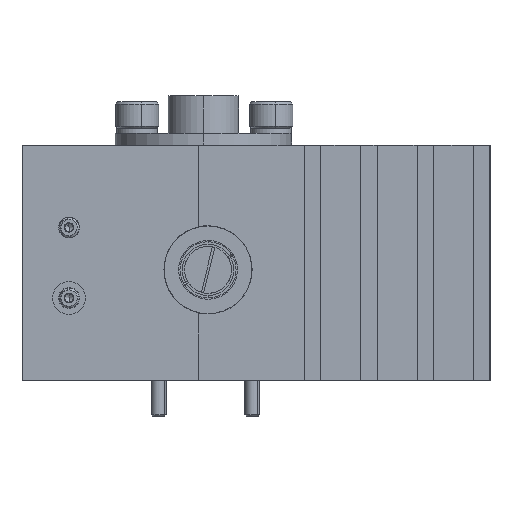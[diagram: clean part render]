
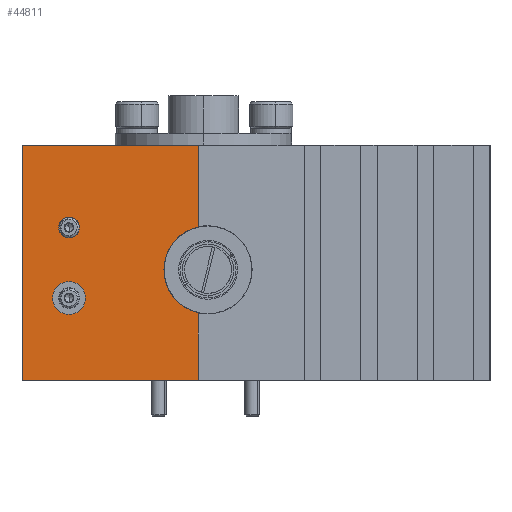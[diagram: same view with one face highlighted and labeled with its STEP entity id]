
A CAD part, left-side view. The second image highlights one B-rep face of the part: STEP entity #44811.
In plain terms, the highlighted planar face has unit normal (-1, 0, 0).
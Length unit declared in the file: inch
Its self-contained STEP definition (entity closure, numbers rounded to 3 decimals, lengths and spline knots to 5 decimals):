
#51 = CARTESIAN_POINT ( 'NONE',  ( -0.5, 0.55, -0.22 ) ) ;
#106 = DIRECTION ( 'NONE',  ( 1., 0., 0. ) ) ;
#217 = AXIS2_PLACEMENT_3D ( 'NONE', #639, #40896, #31195 ) ;
#639 = CARTESIAN_POINT ( 'NONE',  ( -0.5, -0.041, -0.03 ) ) ;
#1137 = EDGE_LOOP ( 'NONE', ( #49505, #18385 ) ) ;
#1299 = VECTOR ( 'NONE', #31300, 39.37008 ) ;
#1886 = DIRECTION ( 'NONE',  ( 0., 0., 1. ) ) ;
#1890 = DIRECTION ( 'NONE',  ( -1., 0., 0. ) ) ;
#3088 = CARTESIAN_POINT ( 'NONE',  ( -0.5, 0.75, -0.5 ) ) ;
#3344 = CARTESIAN_POINT ( 'NONE',  ( -0.5, 0.55, 0.1945 ) ) ;
#3705 = FACE_BOUND ( 'NONE', #1137, .T. ) ;
#4649 = CARTESIAN_POINT ( 'NONE',  ( -0.5, 0., 0.15296 ) ) ;
#4664 = CARTESIAN_POINT ( 'NONE',  ( -0.5, 0.55, -0.15 ) ) ;
#4903 = CARTESIAN_POINT ( 'NONE',  ( -0.5, 0.55, 0.15 ) ) ;
#5220 = CARTESIAN_POINT ( 'NONE',  ( -0.5, 0., 0.5 ) ) ;
#5263 = CIRCLE ( 'NONE', #6228, 0.0445 ) ;
#5738 = VERTEX_POINT ( 'NONE', #28526 ) ;
#6228 = AXIS2_PLACEMENT_3D ( 'NONE', #4903, #50166, #1886 ) ;
#6960 = CARTESIAN_POINT ( 'NONE',  ( -0.5, 0.55, 0.15 ) ) ;
#7102 = EDGE_CURVE ( 'NONE', #21645, #15778, #5263, .T. ) ;
#7185 = ORIENTED_EDGE ( 'NONE', *, *, #7102, .F. ) ;
#7823 = AXIS2_PLACEMENT_3D ( 'NONE', #44870, #106, #27146 ) ;
#8393 = EDGE_CURVE ( 'NONE', #36109, #16967, #15258, .T. ) ;
#8656 = CIRCLE ( 'NONE', #53017, 0.07 ) ;
#8667 = AXIS2_PLACEMENT_3D ( 'NONE', #43314, #24106, #10450 ) ;
#10450 = DIRECTION ( 'NONE',  ( 0., 0., -1. ) ) ;
#11785 = VECTOR ( 'NONE', #41225, 39.37008 ) ;
#12916 = CARTESIAN_POINT ( 'NONE',  ( -0.5, 0.55, -0.08 ) ) ;
#13873 = CARTESIAN_POINT ( 'NONE',  ( -0.5, 0.55, 0.1055 ) ) ;
#14602 = CARTESIAN_POINT ( 'NONE',  ( -0.5, 0.75, -0.5 ) ) ;
#15258 = LINE ( 'NONE', #46949, #32346 ) ;
#15269 = DIRECTION ( 'NONE',  ( 0., 0., -1. ) ) ;
#15778 = VERTEX_POINT ( 'NONE', #13873 ) ;
#16967 = VERTEX_POINT ( 'NONE', #29659 ) ;
#17435 = VERTEX_POINT ( 'NONE', #47029 ) ;
#18050 = ORIENTED_EDGE ( 'NONE', *, *, #52164, .T. ) ;
#18385 = ORIENTED_EDGE ( 'NONE', *, *, #20086, .T. ) ;
#19551 = ORIENTED_EDGE ( 'NONE', *, *, #8393, .F. ) ;
#20086 = EDGE_CURVE ( 'NONE', #54771, #57903, #8656, .T. ) ;
#20308 = DIRECTION ( 'NONE',  ( 0., 0., 1. ) ) ;
#21645 = VERTEX_POINT ( 'NONE', #3344 ) ;
#21788 = FACE_OUTER_BOUND ( 'NONE', #50955, .T. ) ;
#22486 = EDGE_CURVE ( 'NONE', #52234, #36109, #28111, .T. ) ;
#23000 = VECTOR ( 'NONE', #28667, 39.37008 ) ;
#23222 = LINE ( 'NONE', #14602, #11785 ) ;
#23412 = VERTEX_POINT ( 'NONE', #4649 ) ;
#23850 = ORIENTED_EDGE ( 'NONE', *, *, #22486, .F. ) ;
#24106 = DIRECTION ( 'NONE',  ( 1., 0., 0. ) ) ;
#24556 = EDGE_CURVE ( 'NONE', #52234, #5738, #23222, .T. ) ;
#27146 = DIRECTION ( 'NONE',  ( 0., 1., 0. ) ) ;
#28111 = LINE ( 'NONE', #49968, #23000 ) ;
#28526 = CARTESIAN_POINT ( 'NONE',  ( -0.5, 0., -0.5 ) ) ;
#28667 = DIRECTION ( 'NONE',  ( 0., 0., 1. ) ) ;
#29197 = DIRECTION ( 'NONE',  ( 0., -1., 0. ) ) ;
#29659 = CARTESIAN_POINT ( 'NONE',  ( -0.5, 0., 0.5 ) ) ;
#30969 = CARTESIAN_POINT ( 'NONE',  ( -0.5, 0., 0.5 ) ) ;
#31195 = DIRECTION ( 'NONE',  ( 0., 0., 1. ) ) ;
#31300 = DIRECTION ( 'NONE',  ( 0., 0., 1. ) ) ;
#31371 = CIRCLE ( 'NONE', #8667, 0.07 ) ;
#32218 = ORIENTED_EDGE ( 'NONE', *, *, #38955, .F. ) ;
#32346 = VECTOR ( 'NONE', #29197, 39.37008 ) ;
#34629 = AXIS2_PLACEMENT_3D ( 'NONE', #6960, #1890, #20308 ) ;
#35638 = ORIENTED_EDGE ( 'NONE', *, *, #49702, .F. ) ;
#36109 = VERTEX_POINT ( 'NONE', #41331 ) ;
#36652 = EDGE_CURVE ( 'NONE', #57903, #54771, #31371, .T. ) ;
#38955 = EDGE_CURVE ( 'NONE', #23412, #17435, #51288, .T. ) ;
#40024 = ORIENTED_EDGE ( 'NONE', *, *, #56614, .T. ) ;
#40111 = FACE_BOUND ( 'NONE', #42365, .T. ) ;
#40749 = DIRECTION ( 'NONE',  ( 1., 0., 0. ) ) ;
#40896 = DIRECTION ( 'NONE',  ( -1., 0., 0. ) ) ;
#41225 = DIRECTION ( 'NONE',  ( 0., -1., 0. ) ) ;
#41331 = CARTESIAN_POINT ( 'NONE',  ( -0.5, 0.75, 0.5 ) ) ;
#42365 = EDGE_LOOP ( 'NONE', ( #7185, #35638 ) ) ;
#43314 = CARTESIAN_POINT ( 'NONE',  ( -0.5, 0.55, -0.15 ) ) ;
#43672 = DIRECTION ( 'NONE',  ( 0., 0., 1. ) ) ;
#44811 = ADVANCED_FACE ( 'NONE', ( #3705, #40111, #21788 ), #57819, .F. ) ;
#44870 = CARTESIAN_POINT ( 'NONE',  ( -0.5, 0.75, 0.5 ) ) ;
#46938 = VECTOR ( 'NONE', #43672, 39.37008 ) ;
#46949 = CARTESIAN_POINT ( 'NONE',  ( -0.5, 0.75, 0.5 ) ) ;
#47029 = CARTESIAN_POINT ( 'NONE',  ( -0.5, 0., -0.21296 ) ) ;
#49505 = ORIENTED_EDGE ( 'NONE', *, *, #36652, .T. ) ;
#49617 = CIRCLE ( 'NONE', #34629, 0.0445 ) ;
#49702 = EDGE_CURVE ( 'NONE', #15778, #21645, #49617, .T. ) ;
#49968 = CARTESIAN_POINT ( 'NONE',  ( -0.5, 0.75, 0.5 ) ) ;
#50149 = ORIENTED_EDGE ( 'NONE', *, *, #24556, .T. ) ;
#50166 = DIRECTION ( 'NONE',  ( -1., 0., 0. ) ) ;
#50955 = EDGE_LOOP ( 'NONE', ( #40024, #32218, #18050, #19551, #23850, #50149 ) ) ;
#51288 = CIRCLE ( 'NONE', #217, 0.1875 ) ;
#52164 = EDGE_CURVE ( 'NONE', #23412, #16967, #53104, .T. ) ;
#52234 = VERTEX_POINT ( 'NONE', #3088 ) ;
#53017 = AXIS2_PLACEMENT_3D ( 'NONE', #4664, #40749, #15269 ) ;
#53104 = LINE ( 'NONE', #30969, #46938 ) ;
#54596 = LINE ( 'NONE', #5220, #1299 ) ;
#54771 = VERTEX_POINT ( 'NONE', #51 ) ;
#56614 = EDGE_CURVE ( 'NONE', #5738, #17435, #54596, .T. ) ;
#57819 = PLANE ( 'NONE',  #7823 ) ;
#57903 = VERTEX_POINT ( 'NONE', #12916 ) ;
